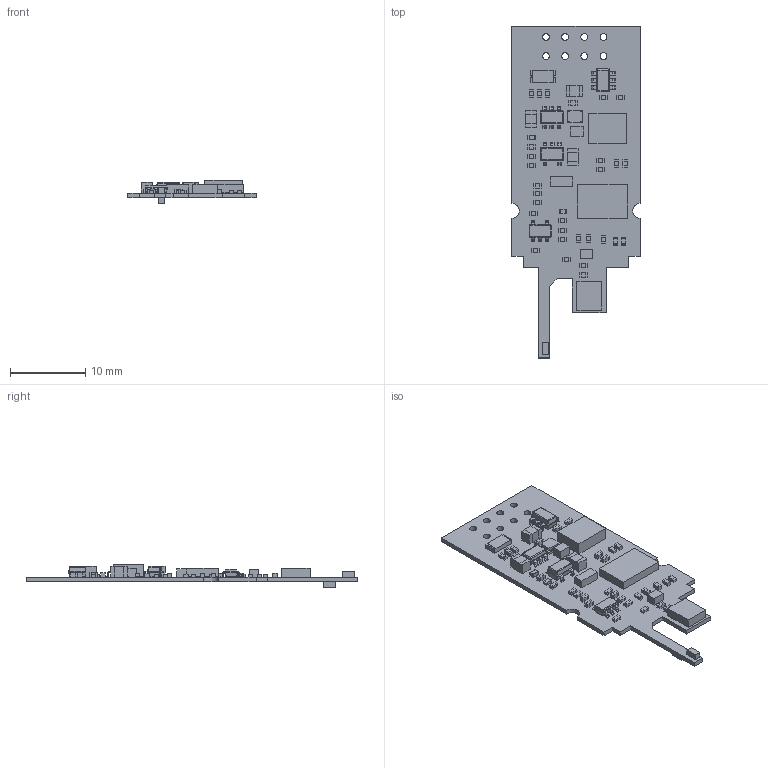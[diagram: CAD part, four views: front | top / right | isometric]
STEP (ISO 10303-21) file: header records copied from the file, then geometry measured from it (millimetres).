
FILE_DESCRIPTION(('Open CASCADE Model'),'2;1');
FILE_NAME('Open CASCADE Shape Model','2020-04-24T11:31:50',('Author'),( 'Open CASCADE'),'Open CASCADE STEP processor 6.8','Open CASCADE 6.8' ,'Unknown');
FILE_SCHEMA(('AUTOMOTIVE_DESIGN { 1 0 10303 214 1 1 1 1 }'));
Length unit declared in the file: millimetre
Products named in the file (122): PCB; Board; Open CASCADE STEP translator 6.8 2.1.1; Open CASCADE STEP translator 6.8 2.1.1.1; U7; 7470953744; Extruded; R21; 6665451008; 6665450768; L1; FNR201610S_(estimate)_v2; FB2; 8415725984; Mid_Body; Terminal; Open_CASCADE_STEP_translator_6.8_8.2.1; Mark; D3; 7470724608; C14; 6648876304; 8030718448; 40K2_1%; C13; 8030716528; R18; 6665449888; 6665449568; R17; C12; 6665452688; 6665452288; D2; 6590652928; Body; Open_CASCADE_STEP_translator_6.8_1.1.1; Leader; C11; F1 ...
Assembly tree (223 placements, depth 5):
  PCB
    Board
      Open CASCADE STEP translator 6.8 2.1.1
        Open CASCADE STEP translator 6.8 2.1.1.1
    U7
      7470953744
        Extruded
    R21
      6665451008  x2
        Extruded
      6665450768
        Extruded
    L1
      FNR201610S_(estimate)_v2
    FB2
      8415725984
        Mid_Body
        Terminal  x2
          Open_CASCADE_STEP_translator_6.8_8.2.1
        Mark
    D3
      7470724608
        Extruded
    C14
      6648876304  x2
        Extruded
      8030718448
        Extruded
    40K2_1%
      6665451008  x2
        Extruded
      6665450768
        Extruded
    C13
      8030716528  x2
        Extruded
      8030718448
        Extruded
    R18
      6665449888  x2
        Extruded
      6665449568
        Extruded
    R17
      6665449888  x2
        Extruded
      6665449568
        Extruded
    C12
      6665452688  x2
        Extruded
      6665452288
        Extruded
    D2
      6590652928
        Body
          Open_CASCADE_STEP_translator_6.8_1.1.1
        Leader  x6
    C11
      6665452688  x2
Bounding box: 17 x 44 x 3.15 mm (x, y, z)
Volume: 495.1 mm3; surface area: 1844.4 mm2
Topology: 142 solids, 142 shells, 1412 faces, 2938 edges, 1788 vertices
Faces by surface type: plane 1151, cylinder 204, sphere 32, bspline 25
Full cylindrical faces by diameter (mm): 0.9 x8
Entity records: 19453 total; most frequent: CARTESIAN_POINT 4986, DIRECTION 2647, ORIENTED_EDGE 2268, EDGE_CURVE 1134, AXIS2_PLACEMENT_3D 894, LINE 859, VECTOR 859, VERTEX_POINT 676
